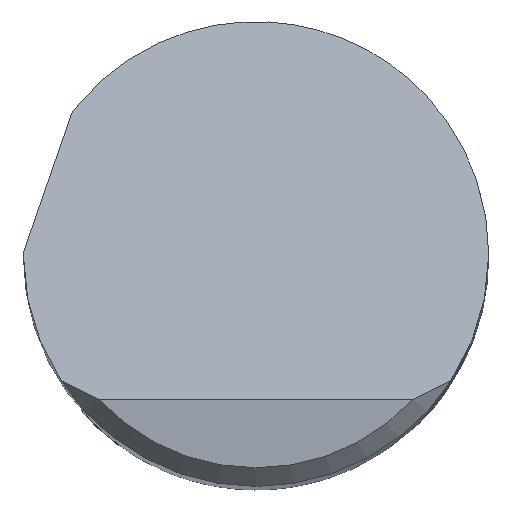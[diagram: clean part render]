
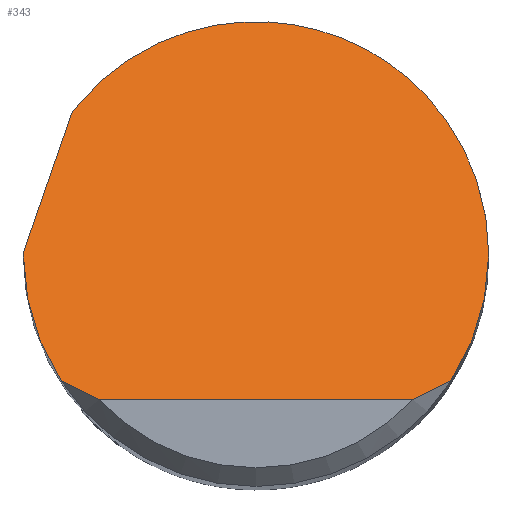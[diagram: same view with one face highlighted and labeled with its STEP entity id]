
A CAD part, top view. The second image highlights one B-rep face of the part: STEP entity #343.
In plain terms, the highlighted planar face has unit normal (0, 0.707, 0.707).
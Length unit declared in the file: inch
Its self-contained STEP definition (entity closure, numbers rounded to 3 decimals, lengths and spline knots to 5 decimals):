
#6 = EDGE_CURVE ( 'NONE', #492, #49, #555, .T. ) ;
#13 = CARTESIAN_POINT ( 'NONE',  ( -0.12629, -0.1175, 2. ) ) ;
#20 = EDGE_CURVE ( 'NONE', #589, #503, #263, .T. ) ;
#27 = EDGE_CURVE ( 'NONE', #598, #304, #254, .T. ) ;
#49 = VERTEX_POINT ( 'NONE', #224 ) ;
#90 = EDGE_CURVE ( 'NONE', #304, #492, #499, .T. ) ;
#107 = CARTESIAN_POINT ( 'NONE',  ( 0.1875, -0.03666, 1.91916 ) ) ;
#133 = DIRECTION ( 'NONE',  ( 0.238, 0.687, -0.687 ) ) ;
#139 = CARTESIAN_POINT ( 'NONE',  ( -0.14711, -0.10785, 1.99035 ) ) ;
#160 = EDGE_LOOP ( 'NONE', ( #363, #387, #178, #279, #885, #323, #529, #602 ) ) ;
#174 = VERTEX_POINT ( 'NONE', #782 ) ;
#178 = ORIENTED_EDGE ( 'NONE', *, *, #556, .F. ) ;
#197 = CARTESIAN_POINT ( 'NONE',  ( 0.14711, -0.10785, 1.99035 ) ) ;
#198 = LINE ( 'NONE', #819, #433 ) ;
#200 = CARTESIAN_POINT ( 'NONE',  ( -0.1875, -0.1175, 2. ) ) ;
#224 = CARTESIAN_POINT ( 'NONE',  ( 0.157, -0.1025, 1.985 ) ) ;
#230 = CARTESIAN_POINT ( 'NONE',  ( 0.12629, -0.1175, 2. ) ) ;
#236 = CARTESIAN_POINT ( 'NONE',  ( -0.157, -0.1025, 1.985 ) ) ;
#247 = CARTESIAN_POINT ( 'NONE',  ( -0.14795, 0.11518, 1.76732 ) ) ;
#254 = B_SPLINE_CURVE_WITH_KNOTS ( 'NONE', 3,
 ( #482, #139, #686, #13 ),
 .UNSPECIFIED., .F., .F.,
 ( 4, 4 ),
 ( 0., 0.00095 ),
 .UNSPECIFIED. ) ;
#263 =( BOUNDED_CURVE ( )  B_SPLINE_CURVE ( 3, ( #900, #275, #549, #827 ),
 .UNSPECIFIED., .F., .T. ) 
 B_SPLINE_CURVE_WITH_KNOTS ( ( 4, 4 ),
 ( 4.71239, 4.71772 ),
 .UNSPECIFIED. ) 
 CURVE ( )  GEOMETRIC_REPRESENTATION_ITEM ( )  RATIONAL_B_SPLINE_CURVE ( ( 1., 1., 1., 1. ) ) 
 REPRESENTATION_ITEM ( '' )  );
#275 = CARTESIAN_POINT ( 'NONE',  ( -0.1875, 0.00033, 1.88217 ) ) ;
#279 = ORIENTED_EDGE ( 'NONE', *, *, #893, .F. ) ;
#281 =( BOUNDED_CURVE ( )  B_SPLINE_CURVE ( 3, ( #247, #530, #795, #777 ),
 .UNSPECIFIED., .F., .T. ) 
 B_SPLINE_CURVE_WITH_KNOTS ( ( 4, 4 ),
 ( 5.37386, 7.85398 ),
 .UNSPECIFIED. ) 
 CURVE ( )  GEOMETRIC_REPRESENTATION_ITEM ( )  RATIONAL_B_SPLINE_CURVE ( ( 1., 0.55, 0.55, 1. ) ) 
 REPRESENTATION_ITEM ( '' )  );
#304 = VERTEX_POINT ( 'NONE', #605 ) ;
#323 = ORIENTED_EDGE ( 'NONE', *, *, #20, .F. ) ;
#343 = ADVANCED_FACE ( 'NONE', ( #547 ), #470, .F. ) ;
#356 = CARTESIAN_POINT ( 'NONE',  ( 0., -0.1175, 2. ) ) ;
#363 = ORIENTED_EDGE ( 'NONE', *, *, #90, .T. ) ;
#387 = ORIENTED_EDGE ( 'NONE', *, *, #6, .T. ) ;
#402 = VERTEX_POINT ( 'NONE', #868 ) ;
#403 = EDGE_CURVE ( 'NONE', #598, #589, #473, .T. ) ;
#433 = VECTOR ( 'NONE', #133, 39.37008 ) ;
#440 = CARTESIAN_POINT ( 'NONE',  ( -0.17704, -0.0718, 1.9543 ) ) ;
#470 = PLANE ( 'NONE',  #707 ) ;
#473 =( BOUNDED_CURVE ( )  B_SPLINE_CURVE ( 3, ( #793, #440, #799, #715 ),
 .UNSPECIFIED., .F., .T. ) 
 B_SPLINE_CURVE_WITH_KNOTS ( ( 4, 4 ),
 ( 4.13401, 4.71239 ),
 .UNSPECIFIED. ) 
 CURVE ( )  GEOMETRIC_REPRESENTATION_ITEM ( )  RATIONAL_B_SPLINE_CURVE ( ( 1., 0.972, 0.972, 1. ) ) 
 REPRESENTATION_ITEM ( '' )  );
#482 = CARTESIAN_POINT ( 'NONE',  ( -0.157, -0.1025, 1.985 ) ) ;
#492 = VERTEX_POINT ( 'NONE', #230 ) ;
#498 = CARTESIAN_POINT ( 'NONE',  ( 0.1875, 0., 1.8825 ) ) ;
#499 = LINE ( 'NONE', #356, #618 ) ;
#503 = VERTEX_POINT ( 'NONE', #863 ) ;
#529 = ORIENTED_EDGE ( 'NONE', *, *, #403, .F. ) ;
#530 = CARTESIAN_POINT ( 'NONE',  ( -0.01587, 0.28485, 1.59765 ) ) ;
#547 = FACE_OUTER_BOUND ( 'NONE', #160, .T. ) ;
#549 = CARTESIAN_POINT ( 'NONE',  ( -0.1875, 0.00067, 1.88183 ) ) ;
#555 = B_SPLINE_CURVE_WITH_KNOTS ( 'NONE', 3,
 ( #674, #896, #197, #747 ),
 .UNSPECIFIED., .F., .F.,
 ( 4, 4 ),
 ( 0., 0.00095 ),
 .UNSPECIFIED. ) ;
#556 = EDGE_CURVE ( 'NONE', #174, #49, #620, .T. ) ;
#573 = DIRECTION ( 'NONE',  ( 1., 0., 0. ) ) ;
#589 = VERTEX_POINT ( 'NONE', #733 ) ;
#598 = VERTEX_POINT ( 'NONE', #236 ) ;
#602 = ORIENTED_EDGE ( 'NONE', *, *, #27, .T. ) ;
#605 = CARTESIAN_POINT ( 'NONE',  ( -0.12629, -0.1175, 2. ) ) ;
#618 = VECTOR ( 'NONE', #573, 39.37008 ) ;
#620 =( BOUNDED_CURVE ( )  B_SPLINE_CURVE ( 3, ( #498, #107, #796, #883 ),
 .UNSPECIFIED., .F., .T. ) 
 B_SPLINE_CURVE_WITH_KNOTS ( ( 4, 4 ),
 ( 1.5708, 2.14917 ),
 .UNSPECIFIED. ) 
 CURVE ( )  GEOMETRIC_REPRESENTATION_ITEM ( )  RATIONAL_B_SPLINE_CURVE ( ( 1., 0.972, 0.972, 1. ) ) 
 REPRESENTATION_ITEM ( '' )  );
#674 = CARTESIAN_POINT ( 'NONE',  ( 0.12629, -0.1175, 2. ) ) ;
#686 = CARTESIAN_POINT ( 'NONE',  ( -0.1369, -0.11288, 1.99538 ) ) ;
#707 = AXIS2_PLACEMENT_3D ( 'NONE', #200, #884, #812 ) ;
#712 = EDGE_CURVE ( 'NONE', #503, #402, #198, .T. ) ;
#715 = CARTESIAN_POINT ( 'NONE',  ( -0.1875, 0., 1.8825 ) ) ;
#733 = CARTESIAN_POINT ( 'NONE',  ( -0.1875, 0., 1.8825 ) ) ;
#747 = CARTESIAN_POINT ( 'NONE',  ( 0.157, -0.1025, 1.985 ) ) ;
#777 = CARTESIAN_POINT ( 'NONE',  ( 0.1875, 0., 1.8825 ) ) ;
#782 = CARTESIAN_POINT ( 'NONE',  ( 0.1875, 0., 1.8825 ) ) ;
#793 = CARTESIAN_POINT ( 'NONE',  ( -0.157, -0.1025, 1.985 ) ) ;
#795 = CARTESIAN_POINT ( 'NONE',  ( 0.1875, 0.21502, 1.66748 ) ) ;
#796 = CARTESIAN_POINT ( 'NONE',  ( 0.17704, -0.0718, 1.9543 ) ) ;
#799 = CARTESIAN_POINT ( 'NONE',  ( -0.1875, -0.03666, 1.91916 ) ) ;
#812 = DIRECTION ( 'NONE',  ( 0., 0.707, -0.707 ) ) ;
#819 = CARTESIAN_POINT ( 'NONE',  ( -0.22622, -0.1108, 1.9933 ) ) ;
#827 = CARTESIAN_POINT ( 'NONE',  ( -0.1875, 0.001, 1.8815 ) ) ;
#863 = CARTESIAN_POINT ( 'NONE',  ( -0.1875, 0.001, 1.8815 ) ) ;
#868 = CARTESIAN_POINT ( 'NONE',  ( -0.14795, 0.11518, 1.76732 ) ) ;
#883 = CARTESIAN_POINT ( 'NONE',  ( 0.157, -0.1025, 1.985 ) ) ;
#884 = DIRECTION ( 'NONE',  ( 0., -0.707, -0.707 ) ) ;
#885 = ORIENTED_EDGE ( 'NONE', *, *, #712, .F. ) ;
#893 = EDGE_CURVE ( 'NONE', #402, #174, #281, .T. ) ;
#896 = CARTESIAN_POINT ( 'NONE',  ( 0.1369, -0.11288, 1.99538 ) ) ;
#900 = CARTESIAN_POINT ( 'NONE',  ( -0.1875, 0., 1.8825 ) ) ;
